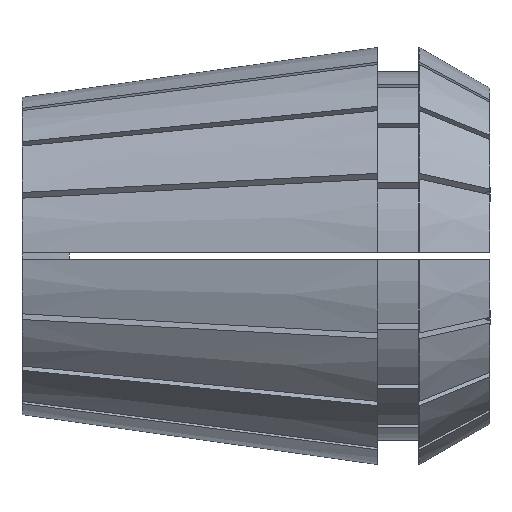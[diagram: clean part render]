
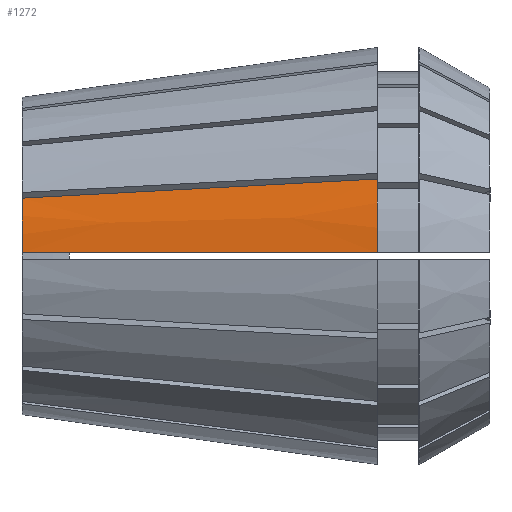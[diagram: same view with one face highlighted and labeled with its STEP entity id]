
A CAD part, front view. The second image highlights one B-rep face of the part: STEP entity #1272.
In plain terms, the highlighted conical face has half-angle 8 degrees and reference radius 20.5 mm.
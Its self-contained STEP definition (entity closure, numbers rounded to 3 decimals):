
#187 = EDGE_CURVE ( 'NONE', #873, #5780, #1045, .T. ) ;
#312 = AXIS2_PLACEMENT_3D ( 'NONE', #3426, #2300, #4954 ) ;
#346 = DIRECTION ( 'NONE',  ( -1., 0., 0. ) ) ;
#406 = CARTESIAN_POINT ( 'NONE',  ( 34.9, -20.498, 0.3 ) ) ;
#464 = ORIENTED_EDGE ( 'NONE', *, *, #1648, .T. ) ;
#502 = DIRECTION ( 'NONE',  ( -1., 0., 0. ) ) ;
#617 = CARTESIAN_POINT ( 'NONE',  ( 34.9, 0., 0. ) ) ;
#727 = CARTESIAN_POINT ( 'NONE',  ( 33.254, -20.267, 0.3 ) ) ;
#805 = CARTESIAN_POINT ( 'NONE',  ( 27.114, -18.041, 7.148 ) ) ;
#871 = CARTESIAN_POINT ( 'NONE',  ( 23.045, -18.832, 0.3 ) ) ;
#873 = VERTEX_POINT ( 'NONE', #3543 ) ;
#1045 = B_SPLINE_CURVE_WITH_KNOTS ( 'NONE', 3,
 ( #4479, #1446, #3707, #805, #1158, #4223, #1873 ),
 .UNSPECIFIED., .F., .F.,
 ( 4, 3, 4 ),
 ( 0., 0.027, 0.035 ),
 .UNSPECIFIED. ) ;
#1154 = CARTESIAN_POINT ( 'NONE',  ( 32.431, -20.151, 0.3 ) ) ;
#1158 = CARTESIAN_POINT ( 'NONE',  ( 29.709, -18.379, 7.288 ) ) ;
#1272 = ADVANCED_FACE ( 'NONE', ( #4617 ), #3030, .T. ) ;
#1278 = CARTESIAN_POINT ( 'NONE',  ( 34.9, -20.498, 0.3 ) ) ;
#1359 = EDGE_CURVE ( 'NONE', #6518, #2136, #2484, .T. ) ;
#1446 = CARTESIAN_POINT ( 'NONE',  ( 9.038, -15.694, 6.176 ) ) ;
#1574 = CARTESIAN_POINT ( 'NONE',  ( 0., -15.593, 0.3 ) ) ;
#1645 = CARTESIAN_POINT ( 'NONE',  ( 1.424, -15.793, 0.3 ) ) ;
#1648 = EDGE_CURVE ( 'NONE', #6518, #5780, #1707, .T. ) ;
#1707 = CIRCLE ( 'NONE', #4285, 20.5 ) ;
#1728 = ORIENTED_EDGE ( 'NONE', *, *, #1359, .F. ) ;
#1730 = DIRECTION ( 'NONE',  ( 0., 0., 1. ) ) ;
#1873 = CARTESIAN_POINT ( 'NONE',  ( 34.9, -19.053, 7.567 ) ) ;
#2136 = VERTEX_POINT ( 'NONE', #4923 ) ;
#2300 = DIRECTION ( 'NONE',  ( 1., 0., 0. ) ) ;
#2484 = B_SPLINE_CURVE_WITH_KNOTS ( 'NONE', 3,
 ( #1278, #2705, #727, #1154, #871, #6622, #5723, #2656, #1645, #1574 ),
 .UNSPECIFIED., .F., .F.,
 ( 4, 3, 3, 4 ),
 ( 0.076, 0.079, 0.107, 0.112 ),
 .UNSPECIFIED. ) ;
#2489 = CARTESIAN_POINT ( 'NONE',  ( 34.9, -19.053, 7.567 ) ) ;
#2557 = AXIS2_PLACEMENT_3D ( 'NONE', #3531, #346, #4061 ) ;
#2656 = CARTESIAN_POINT ( 'NONE',  ( 2.849, -15.993, 0.3 ) ) ;
#2705 = CARTESIAN_POINT ( 'NONE',  ( 34.077, -20.382, 0.3 ) ) ;
#3030 = CONICAL_SURFACE ( 'NONE', #312, 20.5, 0.14 ) ;
#3426 = CARTESIAN_POINT ( 'NONE',  ( 34.9, 0., 0. ) ) ;
#3531 = CARTESIAN_POINT ( 'NONE',  ( 0., 0., 0. ) ) ;
#3543 = CARTESIAN_POINT ( 'NONE',  ( 0., -14.52, 5.69 ) ) ;
#3707 = CARTESIAN_POINT ( 'NONE',  ( 18.076, -16.868, 6.662 ) ) ;
#4061 = DIRECTION ( 'NONE',  ( 0., 0., 1. ) ) ;
#4165 = ORIENTED_EDGE ( 'NONE', *, *, #187, .F. ) ;
#4223 = CARTESIAN_POINT ( 'NONE',  ( 32.305, -18.716, 7.428 ) ) ;
#4285 = AXIS2_PLACEMENT_3D ( 'NONE', #617, #502, #1730 ) ;
#4479 = CARTESIAN_POINT ( 'NONE',  ( 0., -14.52, 5.69 ) ) ;
#4617 = FACE_OUTER_BOUND ( 'NONE', #6191, .T. ) ;
#4923 = CARTESIAN_POINT ( 'NONE',  ( 0., -15.593, 0.3 ) ) ;
#4954 = DIRECTION ( 'NONE',  ( 0., 0., -1. ) ) ;
#5486 = CIRCLE ( 'NONE', #2557, 15.595 ) ;
#5723 = CARTESIAN_POINT ( 'NONE',  ( 4.273, -16.193, 0.3 ) ) ;
#5780 = VERTEX_POINT ( 'NONE', #2489 ) ;
#6105 = ORIENTED_EDGE ( 'NONE', *, *, #6828, .F. ) ;
#6191 = EDGE_LOOP ( 'NONE', ( #4165, #6105, #1728, #464 ) ) ;
#6518 = VERTEX_POINT ( 'NONE', #406 ) ;
#6622 = CARTESIAN_POINT ( 'NONE',  ( 13.659, -17.513, 0.3 ) ) ;
#6828 = EDGE_CURVE ( 'NONE', #2136, #873, #5486, .T. ) ;
